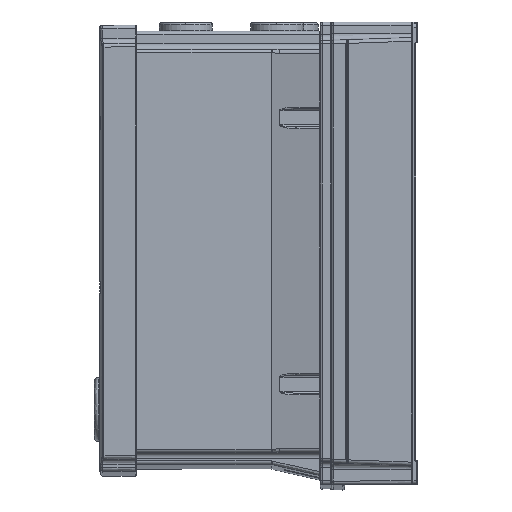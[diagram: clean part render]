
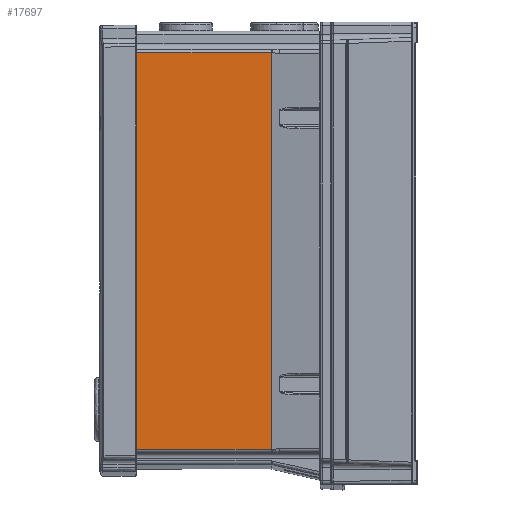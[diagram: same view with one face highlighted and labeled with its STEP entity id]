
A CAD part, left-side view. The second image highlights one B-rep face of the part: STEP entity #17697.
In plain terms, the highlighted planar face has unit normal (-1, 0, 0).
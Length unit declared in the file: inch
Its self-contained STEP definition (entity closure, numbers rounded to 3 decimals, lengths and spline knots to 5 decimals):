
#652 = EDGE_CURVE ( 'NONE', #55176, #3307, #122465, .T. ) ;
#2679 = CARTESIAN_POINT ( 'NONE',  ( -3.0315, 4.94488, 2.41535 ) ) ;
#2882 = CARTESIAN_POINT ( 'NONE',  ( -3.0315, 5.11024, 2.41535 ) ) ;
#2962 = CARTESIAN_POINT ( 'NONE',  ( -3.0315, 4.9252, 18.35424 ) ) ;
#3307 = VERTEX_POINT ( 'NONE', #2679 ) ;
#3441 = CARTESIAN_POINT ( 'NONE',  ( -3.0315, 1.5748, -4.26185 ) ) ;
#4269 = VERTEX_POINT ( 'NONE', #47352 ) ;
#5026 = CARTESIAN_POINT ( 'NONE',  ( -3.0315, 1.5748, 2.41535 ) ) ;
#5717 = DIRECTION ( 'NONE',  ( 0., 1., 0. ) ) ;
#8671 = EDGE_LOOP ( 'NONE', ( #74478, #28116, #117247, #60743, #120684, #86652, #89605, #93597, #41713, #109013, #68732, #112034, #99792, #82450 ) ) ;
#8692 = CARTESIAN_POINT ( 'NONE',  ( -3.0315, 1.5748, -1.12795 ) ) ;
#8836 = VECTOR ( 'NONE', #31765, 39.37008 ) ;
#9374 = VECTOR ( 'NONE', #118670, 39.37008 ) ;
#10716 = VECTOR ( 'NONE', #100854, 39.37008 ) ;
#12752 = CARTESIAN_POINT ( 'NONE',  ( -3.0315, 1.58351, 4.28941 ) ) ;
#12867 = VERTEX_POINT ( 'NONE', #111092 ) ;
#14255 = VECTOR ( 'NONE', #5717, 39.37008 ) ;
#16634 = DIRECTION ( 'NONE',  ( 0., -1., 0. ) ) ;
#17697 = ADVANCED_FACE ( 'NONE', ( #120003 ), #78473, .F. ) ;
#20872 = DIRECTION ( 'NONE',  ( 0., 0., 1. ) ) ;
#26983 = DIRECTION ( 'NONE',  ( 0., -1., 0. ) ) ;
#28116 = ORIENTED_EDGE ( 'NONE', *, *, #38885, .F. ) ;
#28923 = VERTEX_POINT ( 'NONE', #112087 ) ;
#29163 = AXIS2_PLACEMENT_3D ( 'NONE', #116801, #49704, #97237 ) ;
#29283 = EDGE_CURVE ( 'NONE', #122461, #43709, #52518, .T. ) ;
#31765 = DIRECTION ( 'NONE',  ( 0., 1., 0. ) ) ;
#31859 = CARTESIAN_POINT ( 'NONE',  ( -3.0315, 4.9252, -4.26185 ) ) ;
#32451 = VECTOR ( 'NONE', #66627, 39.37008 ) ;
#33259 = EDGE_CURVE ( 'NONE', #58026, #4269, #64391, .T. ) ;
#33633 = VECTOR ( 'NONE', #89896, 39.37008 ) ;
#35125 = DIRECTION ( 'NONE',  ( 0., 0., 1. ) ) ;
#37485 = CARTESIAN_POINT ( 'NONE',  ( -3.0315, 5.11024, 4.28941 ) ) ;
#37922 = VECTOR ( 'NONE', #109627, 39.37008 ) ;
#38217 = EDGE_CURVE ( 'NONE', #69123, #58026, #93869, .T. ) ;
#38853 = CARTESIAN_POINT ( 'NONE',  ( -3.0315, 4.9252, -2.13189 ) ) ;
#38885 = EDGE_CURVE ( 'NONE', #28923, #69123, #63991, .T. ) ;
#39608 = LINE ( 'NONE', #12752, #33633 ) ;
#41182 = CARTESIAN_POINT ( 'NONE',  ( -3.0315, 5.11024, -1.12795 ) ) ;
#41713 = ORIENTED_EDGE ( 'NONE', *, *, #57977, .F. ) ;
#43709 = VERTEX_POINT ( 'NONE', #37485 ) ;
#44508 = EDGE_CURVE ( 'NONE', #4269, #87042, #106270, .T. ) ;
#44570 = CARTESIAN_POINT ( 'NONE',  ( -3.0315, 4.94488, -1.12795 ) ) ;
#44977 = EDGE_CURVE ( 'NONE', #43709, #12867, #73380, .T. ) ;
#47352 = CARTESIAN_POINT ( 'NONE',  ( -3.0315, 4.94488, -0.41929 ) ) ;
#49102 = EDGE_CURVE ( 'NONE', #101651, #99794, #65530, .T. ) ;
#49704 = DIRECTION ( 'NONE',  ( 1., 0., 0. ) ) ;
#50105 = EDGE_CURVE ( 'NONE', #99794, #56357, #108714, .T. ) ;
#51214 = CARTESIAN_POINT ( 'NONE',  ( -3.0315, 5.11024, -0.41929 ) ) ;
#52138 = CARTESIAN_POINT ( 'NONE',  ( -3.0315, 5.11024, -2.27092 ) ) ;
#52518 = LINE ( 'NONE', #52820, #9374 ) ;
#52820 = CARTESIAN_POINT ( 'NONE',  ( -3.0315, 5.11024, -2.27092 ) ) ;
#55176 = VERTEX_POINT ( 'NONE', #2882 ) ;
#56357 = VERTEX_POINT ( 'NONE', #38853 ) ;
#57977 = EDGE_CURVE ( 'NONE', #73487, #122461, #82528, .T. ) ;
#58026 = VERTEX_POINT ( 'NONE', #44570 ) ;
#59844 = VECTOR ( 'NONE', #35125, 39.37008 ) ;
#60743 = ORIENTED_EDGE ( 'NONE', *, *, #50105, .F. ) ;
#61286 = VECTOR ( 'NONE', #16634, 39.37008 ) ;
#63991 = LINE ( 'NONE', #52138, #66958 ) ;
#64391 = LINE ( 'NONE', #92244, #59844 ) ;
#65530 = LINE ( 'NONE', #3441, #8836 ) ;
#66627 = DIRECTION ( 'NONE',  ( 0., 0., 1. ) ) ;
#66952 = CARTESIAN_POINT ( 'NONE',  ( -3.0315, 5.11024, 3.12402 ) ) ;
#66958 = VECTOR ( 'NONE', #81750, 39.37008 ) ;
#67380 = VECTOR ( 'NONE', #118095, 39.37008 ) ;
#68732 = ORIENTED_EDGE ( 'NONE', *, *, #652, .F. ) ;
#69123 = VERTEX_POINT ( 'NONE', #41182 ) ;
#73380 = LINE ( 'NONE', #92507, #10716 ) ;
#73487 = VERTEX_POINT ( 'NONE', #109635 ) ;
#74478 = ORIENTED_EDGE ( 'NONE', *, *, #38217, .F. ) ;
#74966 = CARTESIAN_POINT ( 'NONE',  ( -3.0315, 5.11024, -2.27092 ) ) ;
#77428 = VECTOR ( 'NONE', #20872, 39.37008 ) ;
#78473 = PLANE ( 'NONE',  #29163 ) ;
#81373 = LINE ( 'NONE', #100738, #14255 ) ;
#81750 = DIRECTION ( 'NONE',  ( 0., 0., 1. ) ) ;
#82450 = ORIENTED_EDGE ( 'NONE', *, *, #33259, .F. ) ;
#82528 = LINE ( 'NONE', #110025, #37922 ) ;
#83490 = VECTOR ( 'NONE', #26983, 39.37008 ) ;
#86652 = ORIENTED_EDGE ( 'NONE', *, *, #109767, .F. ) ;
#87042 = VERTEX_POINT ( 'NONE', #51214 ) ;
#89605 = ORIENTED_EDGE ( 'NONE', *, *, #44977, .F. ) ;
#89816 = CARTESIAN_POINT ( 'NONE',  ( -3.0315, 1.58351, -4.26185 ) ) ;
#89896 = DIRECTION ( 'NONE',  ( 0., 0., -1. ) ) ;
#89912 = VECTOR ( 'NONE', #111337, 39.37008 ) ;
#90205 = CARTESIAN_POINT ( 'NONE',  ( -3.0315, 4.94488, -6.03819 ) ) ;
#91847 = CARTESIAN_POINT ( 'NONE',  ( -3.0315, 1.5748, -0.41929 ) ) ;
#92244 = CARTESIAN_POINT ( 'NONE',  ( -3.0315, 4.94488, -6.03819 ) ) ;
#92507 = CARTESIAN_POINT ( 'NONE',  ( -3.0315, 11.52151, 4.28941 ) ) ;
#92762 = LINE ( 'NONE', #90205, #67380 ) ;
#93597 = ORIENTED_EDGE ( 'NONE', *, *, #29283, .F. ) ;
#93869 = LINE ( 'NONE', #8692, #83490 ) ;
#97237 = DIRECTION ( 'NONE',  ( 0., 0., -1. ) ) ;
#99792 = ORIENTED_EDGE ( 'NONE', *, *, #44508, .F. ) ;
#99794 = VERTEX_POINT ( 'NONE', #31859 ) ;
#100738 = CARTESIAN_POINT ( 'NONE',  ( -3.0315, 11.52151, -2.13189 ) ) ;
#100854 = DIRECTION ( 'NONE',  ( 0., -1., 0. ) ) ;
#101651 = VERTEX_POINT ( 'NONE', #89816 ) ;
#102912 = EDGE_CURVE ( 'NONE', #56357, #28923, #81373, .T. ) ;
#106270 = LINE ( 'NONE', #91847, #89912 ) ;
#108481 = LINE ( 'NONE', #74966, #32451 ) ;
#108714 = LINE ( 'NONE', #2962, #77428 ) ;
#109013 = ORIENTED_EDGE ( 'NONE', *, *, #113421, .F. ) ;
#109627 = DIRECTION ( 'NONE',  ( 0., 1., 0. ) ) ;
#109635 = CARTESIAN_POINT ( 'NONE',  ( -3.0315, 4.94488, 3.12402 ) ) ;
#109767 = EDGE_CURVE ( 'NONE', #12867, #101651, #39608, .T. ) ;
#110025 = CARTESIAN_POINT ( 'NONE',  ( -3.0315, 1.5748, 3.12402 ) ) ;
#111092 = CARTESIAN_POINT ( 'NONE',  ( -3.0315, 1.58351, 4.28941 ) ) ;
#111337 = DIRECTION ( 'NONE',  ( 0., 1., 0. ) ) ;
#112034 = ORIENTED_EDGE ( 'NONE', *, *, #115167, .F. ) ;
#112087 = CARTESIAN_POINT ( 'NONE',  ( -3.0315, 5.11024, -2.13189 ) ) ;
#113421 = EDGE_CURVE ( 'NONE', #3307, #73487, #92762, .T. ) ;
#115167 = EDGE_CURVE ( 'NONE', #87042, #55176, #108481, .T. ) ;
#116801 = CARTESIAN_POINT ( 'NONE',  ( -3.0315, 1.5748, -6.03819 ) ) ;
#117247 = ORIENTED_EDGE ( 'NONE', *, *, #102912, .F. ) ;
#118095 = DIRECTION ( 'NONE',  ( 0., 0., 1. ) ) ;
#118670 = DIRECTION ( 'NONE',  ( 0., 0., 1. ) ) ;
#120003 = FACE_OUTER_BOUND ( 'NONE', #8671, .T. ) ;
#120684 = ORIENTED_EDGE ( 'NONE', *, *, #49102, .F. ) ;
#122461 = VERTEX_POINT ( 'NONE', #66952 ) ;
#122465 = LINE ( 'NONE', #5026, #61286 ) ;
